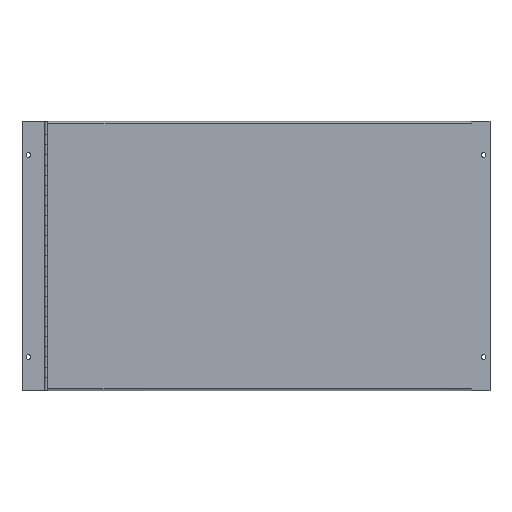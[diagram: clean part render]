
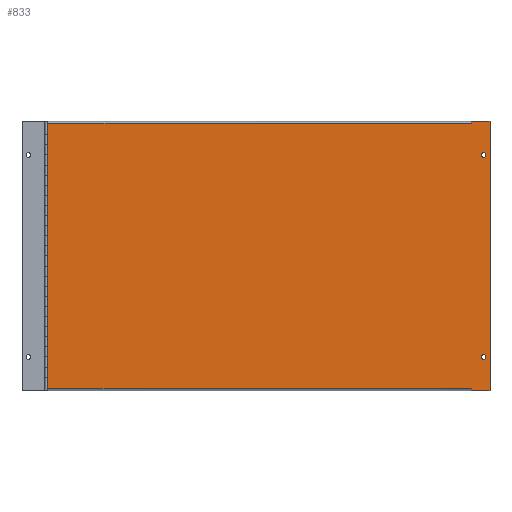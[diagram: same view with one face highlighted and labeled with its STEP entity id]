
A CAD part, top view. The second image highlights one B-rep face of the part: STEP entity #833.
In plain terms, the highlighted planar face has unit normal (0, 0, 1).
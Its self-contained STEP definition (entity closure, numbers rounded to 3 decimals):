
#647=FACE_BOUND('',#1304,.T.);
#648=FACE_BOUND('',#1305,.T.);
#649=FACE_BOUND('',#1306,.T.);
#684=PLANE('',#4702);
#833=ADVANCED_FACE('F2',(#647,#648,#649),#684,.F.);
#1304=EDGE_LOOP('',(#1727,#1728,#1729,#1730,#1731,#1732,#1733,#1734));
#1305=EDGE_LOOP('',(#1735));
#1306=EDGE_LOOP('',(#1736));
#1500=CIRCLE('',#4670,3.5);
#1502=CIRCLE('',#4673,3.5);
#1727=ORIENTED_EDGE('',*,*,#3244,.F.);
#1728=ORIENTED_EDGE('',*,*,#3242,.F.);
#1729=ORIENTED_EDGE('',*,*,#3216,.F.);
#1730=ORIENTED_EDGE('',*,*,#3198,.F.);
#1731=ORIENTED_EDGE('',*,*,#3195,.F.);
#1732=ORIENTED_EDGE('',*,*,#3192,.F.);
#1733=ORIENTED_EDGE('',*,*,#3189,.F.);
#1734=ORIENTED_EDGE('',*,*,#3245,.F.);
#1735=ORIENTED_EDGE('',*,*,#3185,.F.);
#1736=ORIENTED_EDGE('',*,*,#3182,.F.);
#2792=VERTEX_POINT('',#6142);
#2794=VERTEX_POINT('',#6148);
#2796=VERTEX_POINT('',#6154);
#2799=VERTEX_POINT('',#6159);
#2800=VERTEX_POINT('',#6163);
#2803=VERTEX_POINT('',#6170);
#2804=VERTEX_POINT('',#6175);
#2818=VERTEX_POINT('',#6215);
#2835=VERTEX_POINT('',#6270);
#2836=VERTEX_POINT('',#6274);
#3182=EDGE_CURVE('E9',#2792,#2792,#1500,.T.);
#3185=EDGE_CURVE('E10',#2794,#2794,#1502,.T.);
#3189=EDGE_CURVE('E12',#2799,#2796,#3769,.T.);
#3192=EDGE_CURVE('E13',#2796,#2800,#3772,.T.);
#3195=EDGE_CURVE('E14',#2800,#2803,#3775,.T.);
#3198=EDGE_CURVE('E15',#2803,#2804,#3777,.T.);
#3216=EDGE_CURVE('E16',#2804,#2818,#3794,.T.);
#3242=EDGE_CURVE('E17',#2818,#2835,#3812,.T.);
#3244=EDGE_CURVE('E18',#2835,#2836,#3813,.T.);
#3245=EDGE_CURVE('E11',#2836,#2799,#3814,.T.);
#3769=LINE('',#6160,#4221);
#3772=LINE('',#6166,#4224);
#3775=LINE('',#6172,#4227);
#3777=LINE('',#6178,#4229);
#3794=LINE('',#6214,#4246);
#3812=LINE('',#6269,#4264);
#3813=LINE('',#6273,#4265);
#3814=LINE('',#6275,#4266);
#4221=VECTOR('',#5027,1.);
#4224=VECTOR('',#5032,1.);
#4227=VECTOR('',#5037,1.);
#4229=VECTOR('',#5043,1.);
#4246=VECTOR('',#5074,1.);
#4264=VECTOR('',#5120,1.);
#4265=VECTOR('',#5125,1.);
#4266=VECTOR('',#5126,1.);
#4670=AXIS2_PLACEMENT_3D('',#6145,#5013,#5014);
#4673=AXIS2_PLACEMENT_3D('',#6151,#5020,#5021);
#4702=AXIS2_PLACEMENT_3D('',#6276,#5127,#5128);
#5013=DIRECTION('',(0.,0.,1.));
#5014=DIRECTION('',(1.,0.,0.));
#5020=DIRECTION('',(0.,0.,1.));
#5021=DIRECTION('',(1.,0.,0.));
#5027=DIRECTION('',(1.,0.,0.));
#5032=DIRECTION('',(0.,-1.,0.));
#5037=DIRECTION('',(-1.,0.,0.));
#5043=DIRECTION('',(0.,1.,0.));
#5074=DIRECTION('',(-1.,0.,0.));
#5120=DIRECTION('',(0.,1.,0.));
#5125=DIRECTION('',(1.,0.,0.));
#5126=DIRECTION('',(0.,1.,0.));
#5127=DIRECTION('',(0.,0.,-1.));
#5128=DIRECTION('',(0.,1.,0.));
#6142=CARTESIAN_POINT('',(-484.021,-1146.305,64.137));
#6145=CARTESIAN_POINT('',(-487.521,-1146.305,64.137));
#6148=CARTESIAN_POINT('',(-484.021,-1446.305,64.137));
#6151=CARTESIAN_POINT('',(-487.521,-1446.305,64.137));
#6154=CARTESIAN_POINT('',(-478.021,-1096.555,64.137));
#6159=CARTESIAN_POINT('',(-505.521,-1096.555,64.137));
#6160=CARTESIAN_POINT('',(-491.771,-1096.555,64.137));
#6163=CARTESIAN_POINT('',(-478.021,-1496.055,64.137));
#6166=CARTESIAN_POINT('',(-478.021,-1246.305,64.137));
#6170=CARTESIAN_POINT('',(-505.521,-1496.055,64.137));
#6172=CARTESIAN_POINT('',(-491.771,-1496.055,64.137));
#6175=CARTESIAN_POINT('',(-505.521,-1493.255,64.137));
#6178=CARTESIAN_POINT('',(-505.522,-1096.525,64.137));
#6214=CARTESIAN_POINT('',(-505.491,-1493.255,64.137));
#6215=CARTESIAN_POINT('',(-1134.519,-1493.255,64.137));
#6269=CARTESIAN_POINT('',(-1134.519,-1411.03,64.137));
#6270=CARTESIAN_POINT('',(-1134.521,-1099.355,64.137));
#6273=CARTESIAN_POINT('',(-1134.551,-1099.355,64.137));
#6274=CARTESIAN_POINT('',(-505.521,-1099.355,64.137));
#6275=CARTESIAN_POINT('',(-505.521,-1097.955,64.137));
#6276=CARTESIAN_POINT('',(-477.991,-1096.525,64.137));
